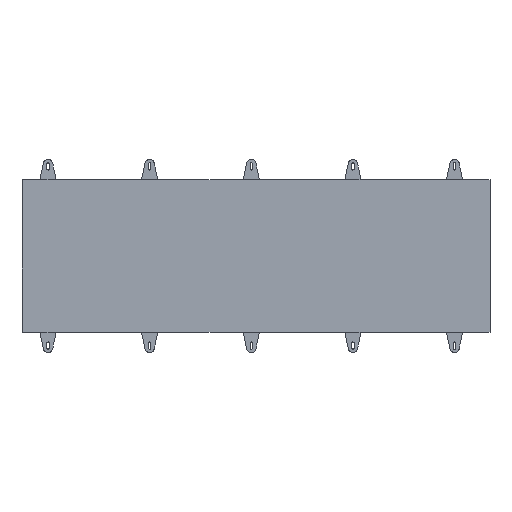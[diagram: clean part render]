
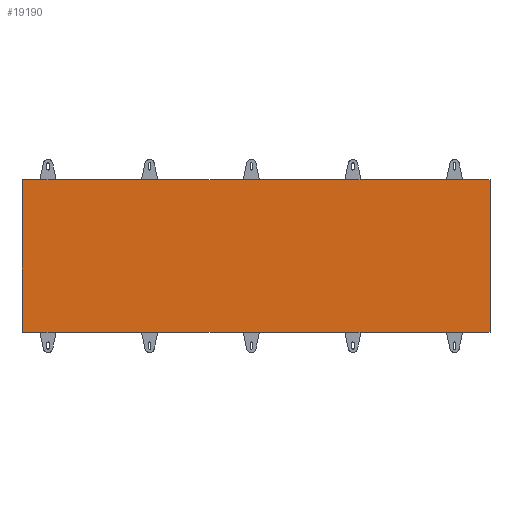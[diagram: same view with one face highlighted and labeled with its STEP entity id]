
A CAD part, top view. The second image highlights one B-rep face of the part: STEP entity #19190.
In plain terms, the highlighted planar face has unit normal (0, 0, 1).
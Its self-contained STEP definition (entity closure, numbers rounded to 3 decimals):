
#14970=CARTESIAN_POINT('',(665.,38.5,-478.5));
#14980=VERTEX_POINT('',#14970);
#15010=CARTESIAN_POINT('',(1160.625,38.5,-478.5));
#15020=DIRECTION('',(-1.,0.,0.));
#15030=VECTOR('',#15020,1.);
#15040=LINE('',#15010,#15030);
#15050=CARTESIAN_POINT('',(1655.,38.5,-478.5));
#15060=VERTEX_POINT('',#15050);
#15070=EDGE_CURVE('',#15060,#14980,#15040,.T.);
#17500=CARTESIAN_POINT('',(1655.,361.5,-478.5));
#17510=VERTEX_POINT('',#17500);
#17560=CARTESIAN_POINT('',(1655.,361.5,-478.5));
#17570=DIRECTION('',(0.,-1.,0.));
#17580=VECTOR('',#17570,1.);
#17590=LINE('',#17560,#17580);
#17600=EDGE_CURVE('',#17510,#15060,#17590,.T.);
#18960=CARTESIAN_POINT('',(1160.,200.,-478.5));
#18970=DIRECTION('',(0.,0.,1.));
#18980=DIRECTION('',(1.,0.,0.));
#18990=AXIS2_PLACEMENT_3D('',#18960,#18970,#18980);
#19000=PLANE('',#18990);
#19010=CARTESIAN_POINT('',(665.,38.5,-478.5));
#19020=DIRECTION('',(0.,1.,0.));
#19030=VECTOR('',#19020,1.);
#19040=LINE('',#19010,#19030);
#19050=CARTESIAN_POINT('',(665.,361.5,-478.5));
#19060=VERTEX_POINT('',#19050);
#19070=EDGE_CURVE('',#14980,#19060,#19040,.T.);
#19080=ORIENTED_EDGE('',*,*,#19070,.F.);
#19090=CARTESIAN_POINT('',(1160.625,361.5,-478.5));
#19100=DIRECTION('',(1.,0.,0.));
#19110=VECTOR('',#19100,1.);
#19120=LINE('',#19090,#19110);
#19130=EDGE_CURVE('',#19060,#17510,#19120,.T.);
#19140=ORIENTED_EDGE('',*,*,#19130,.F.);
#19150=ORIENTED_EDGE('',*,*,#17600,.F.);
#19160=ORIENTED_EDGE('',*,*,#15070,.F.);
#19170=EDGE_LOOP('',(#19160,#19150,#19140,#19080));
#19180=FACE_OUTER_BOUND('',#19170,.T.);
#19190=ADVANCED_FACE('',(#19180),#19000,.T.);
